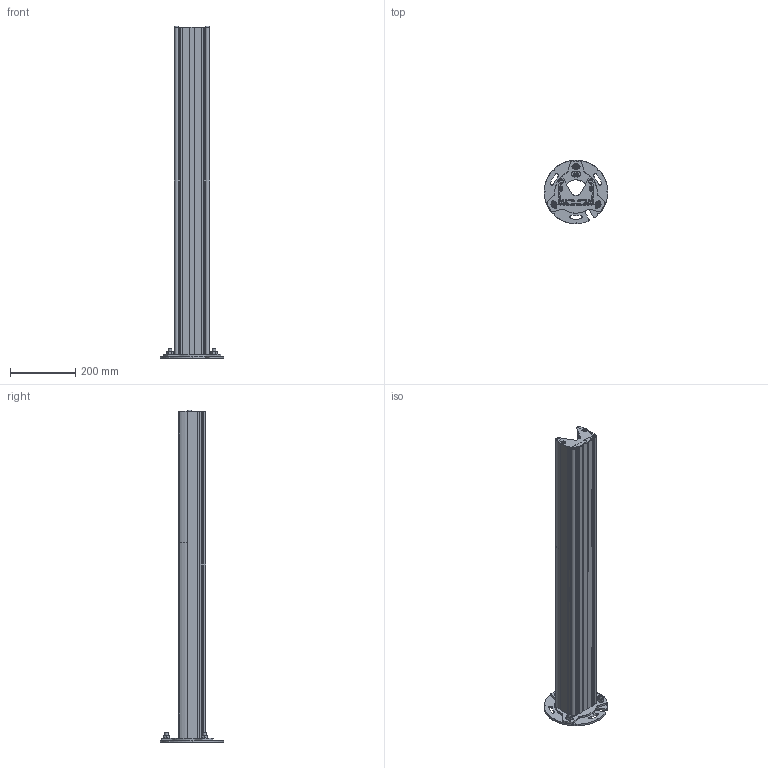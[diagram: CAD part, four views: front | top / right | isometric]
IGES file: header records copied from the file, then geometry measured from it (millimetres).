
Global section: file name: DSD-0430.igs; native system: NX V7.5; preprocessor: SIEMENS PLM Software NX 7.5; date: 20110721.130155; units: millimetre
Bounding box: 194.91 x 194.91 x 1017.9 mm (x, y, z)
Surface area: 913410.3 mm2 (no closed solid volume)
Topology: 0 solids, 0 shells, 625 faces, 4305 edges, 4274 vertices
Faces by surface type: bspline 625
